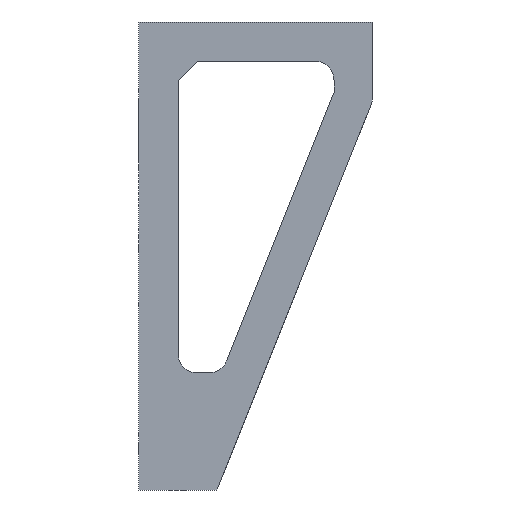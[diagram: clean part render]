
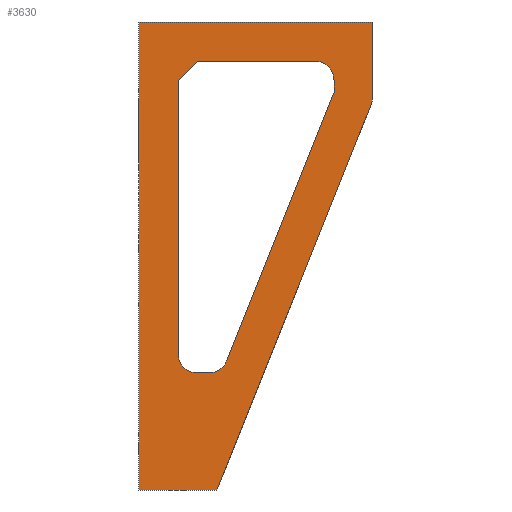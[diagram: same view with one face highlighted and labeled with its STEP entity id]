
A CAD part, front view. The second image highlights one B-rep face of the part: STEP entity #3630.
In plain terms, the highlighted planar face has unit normal (0, -1, 0).
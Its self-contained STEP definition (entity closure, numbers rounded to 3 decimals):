
#1043=DIRECTION('',(0.,0.,1.));
#1044=VECTOR('',#1043,24.177);
#1045=CARTESIAN_POINT('',(76.2,-19.05,-24.177));
#1046=LINE('',#1045,#1044);
#1065=DIRECTION('',(-0.371,0.,-0.928));
#1066=VECTOR('',#1065,135.56);
#1067=CARTESIAN_POINT('',(75.746,-19.05,-26.535));
#1068=LINE('',#1067,#1066);
#1069=CARTESIAN_POINT('',(69.85,-19.05,-24.177));
#1070=DIRECTION('',(0.,1.,0.));
#1071=DIRECTION('',(1.,0.,0.));
#1072=AXIS2_PLACEMENT_3D('',#1069,#1070,#1071);
#1074=DIRECTION('',(-1.,0.,0.));
#1075=VECTOR('',#1074,38.1);
#1076=CARTESIAN_POINT('',(57.15,-19.05,-12.7));
#1077=LINE('',#1076,#1075);
#1078=DIRECTION('',(-0.707,0.,-0.707));
#1079=VECTOR('',#1078,8.98);
#1080=CARTESIAN_POINT('',(19.05,-19.05,-12.7));
#1081=LINE('',#1080,#1079);
#1082=DIRECTION('',(0.,0.,-1.));
#1083=VECTOR('',#1082,88.9);
#1084=CARTESIAN_POINT('',(12.7,-19.05,-19.05));
#1085=LINE('',#1084,#1083);
#1086=CARTESIAN_POINT('',(19.05,-19.05,-107.95));
#1087=DIRECTION('',(0.,-1.,0.));
#1088=DIRECTION('',(-1.,0.,0.));
#1089=AXIS2_PLACEMENT_3D('',#1086,#1087,#1088);
#1091=DIRECTION('',(1.,0.,0.));
#1092=VECTOR('',#1091,3.613);
#1093=CARTESIAN_POINT('',(19.05,-19.05,-114.3));
#1094=LINE('',#1093,#1092);
#1095=CARTESIAN_POINT('',(22.663,-19.05,-107.95));
#1096=DIRECTION('',(0.,-1.,0.));
#1097=DIRECTION('',(0.,0.,-1.));
#1098=AXIS2_PLACEMENT_3D('',#1095,#1096,#1097);
#1100=DIRECTION('',(0.371,0.,0.928));
#1101=VECTOR('',#1100,94.083);
#1102=CARTESIAN_POINT('',(28.558,-19.05,-110.308));
#1103=LINE('',#1102,#1101);
#1104=DIRECTION('',(0.,0.,1.));
#1105=VECTOR('',#1104,3.904);
#1106=CARTESIAN_POINT('',(63.5,-19.05,-22.954));
#1107=LINE('',#1106,#1105);
#1108=CARTESIAN_POINT('',(57.15,-19.05,-19.05));
#1109=DIRECTION('',(0.,-1.,0.));
#1110=DIRECTION('',(1.,0.,0.));
#1111=AXIS2_PLACEMENT_3D('',#1108,#1109,#1110);
#1197=DIRECTION('',(-1.,0.,0.));
#1198=VECTOR('',#1197,76.2);
#1199=CARTESIAN_POINT('',(76.2,-19.05,0.));
#1200=LINE('',#1199,#1198);
#1237=DIRECTION('',(0.,0.,-1.));
#1238=VECTOR('',#1237,152.4);
#1239=CARTESIAN_POINT('',(0.,-19.05,0.));
#1240=LINE('',#1239,#1238);
#1287=DIRECTION('',(1.,0.,0.));
#1288=VECTOR('',#1287,25.4);
#1289=CARTESIAN_POINT('',(0.,-19.05,-152.4));
#1290=LINE('',#1289,#1288);
#1924=CARTESIAN_POINT('',(76.2,-19.05,-24.177));
#1925=CARTESIAN_POINT('',(76.2,-19.05,0.));
#1926=VERTEX_POINT('',#1924);
#1927=VERTEX_POINT('',#1925);
#1932=CARTESIAN_POINT('',(75.746,-19.05,-26.535));
#1933=CARTESIAN_POINT('',(25.4,-19.05,-152.4));
#1934=VERTEX_POINT('',#1932);
#1935=VERTEX_POINT('',#1933);
#1936=CARTESIAN_POINT('',(0.,-19.05,-152.4));
#1937=VERTEX_POINT('',#1936);
#1938=CARTESIAN_POINT('',(0.,-19.05,0.));
#1939=VERTEX_POINT('',#1938);
#1940=CARTESIAN_POINT('',(57.15,-19.05,-12.7));
#1941=CARTESIAN_POINT('',(19.05,-19.05,-12.7));
#1942=VERTEX_POINT('',#1940);
#1943=VERTEX_POINT('',#1941);
#1944=CARTESIAN_POINT('',(12.7,-19.05,-19.05));
#1945=VERTEX_POINT('',#1944);
#1946=CARTESIAN_POINT('',(12.7,-19.05,-107.95));
#1947=VERTEX_POINT('',#1946);
#1948=CARTESIAN_POINT('',(19.05,-19.05,-114.3));
#1949=VERTEX_POINT('',#1948);
#1950=CARTESIAN_POINT('',(22.663,-19.05,-114.3));
#1951=VERTEX_POINT('',#1950);
#1952=CARTESIAN_POINT('',(28.558,-19.05,-110.308));
#1953=VERTEX_POINT('',#1952);
#1954=CARTESIAN_POINT('',(63.5,-19.05,-22.954));
#1955=VERTEX_POINT('',#1954);
#1956=CARTESIAN_POINT('',(63.5,-19.05,-19.05));
#1957=VERTEX_POINT('',#1956);
#3592=CARTESIAN_POINT('',(0.,-19.05,-152.4));
#3593=DIRECTION('',(0.,-1.,0.));
#3594=DIRECTION('',(0.,0.,-1.));
#3595=AXIS2_PLACEMENT_3D('',#3592,#3593,#3594);
#3596=PLANE('',#3595);
#3598=ORIENTED_EDGE('',*,*,#3597,.T.);
#3600=ORIENTED_EDGE('',*,*,#3599,.F.);
#3602=ORIENTED_EDGE('',*,*,#3601,.F.);
#3604=ORIENTED_EDGE('',*,*,#3603,.F.);
#3605=ORIENTED_EDGE('',*,*,#3577,.F.);
#3607=ORIENTED_EDGE('',*,*,#3606,.T.);
#3608=EDGE_LOOP('',(#3598,#3600,#3602,#3604,#3605,#3607));
#3609=FACE_OUTER_BOUND('',#3608,.F.);
#3611=ORIENTED_EDGE('',*,*,#3610,.T.);
#3613=ORIENTED_EDGE('',*,*,#3612,.T.);
#3615=ORIENTED_EDGE('',*,*,#3614,.T.);
#3617=ORIENTED_EDGE('',*,*,#3616,.T.);
#3619=ORIENTED_EDGE('',*,*,#3618,.T.);
#3621=ORIENTED_EDGE('',*,*,#3620,.T.);
#3623=ORIENTED_EDGE('',*,*,#3622,.T.);
#3625=ORIENTED_EDGE('',*,*,#3624,.T.);
#3627=ORIENTED_EDGE('',*,*,#3626,.T.);
#3628=EDGE_LOOP('',(#3611,#3613,#3615,#3617,#3619,#3621,#3623,#3625,#3627));
#3629=FACE_BOUND('',#3628,.F.);
#3630=ADVANCED_FACE('',(#3609,#3629),#3596,.T.);
#1073=CIRCLE('',#1072,6.35);
#1090=CIRCLE('',#1089,6.35);
#1099=CIRCLE('',#1098,6.35);
#1112=CIRCLE('',#1111,6.35);
#3577=EDGE_CURVE('',#1926,#1927,#1046,.T.);
#3597=EDGE_CURVE('',#1934,#1935,#1068,.T.);
#3599=EDGE_CURVE('',#1937,#1935,#1290,.T.);
#3601=EDGE_CURVE('',#1939,#1937,#1240,.T.);
#3603=EDGE_CURVE('',#1927,#1939,#1200,.T.);
#3606=EDGE_CURVE('',#1926,#1934,#1073,.T.);
#3610=EDGE_CURVE('',#1942,#1943,#1077,.T.);
#3612=EDGE_CURVE('',#1943,#1945,#1081,.T.);
#3614=EDGE_CURVE('',#1945,#1947,#1085,.T.);
#3616=EDGE_CURVE('',#1947,#1949,#1090,.T.);
#3618=EDGE_CURVE('',#1949,#1951,#1094,.T.);
#3620=EDGE_CURVE('',#1951,#1953,#1099,.T.);
#3622=EDGE_CURVE('',#1953,#1955,#1103,.T.);
#3624=EDGE_CURVE('',#1955,#1957,#1107,.T.);
#3626=EDGE_CURVE('',#1957,#1942,#1112,.T.);
